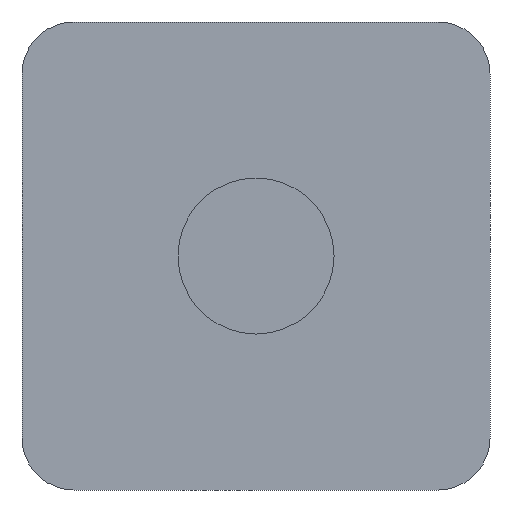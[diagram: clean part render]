
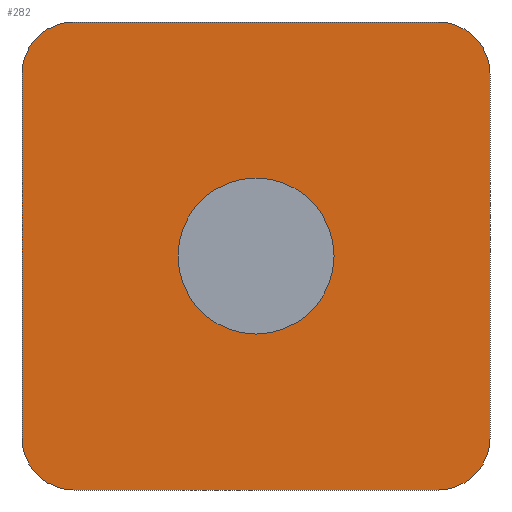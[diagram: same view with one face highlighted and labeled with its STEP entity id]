
A CAD part, front view. The second image highlights one B-rep face of the part: STEP entity #282.
In plain terms, the highlighted planar face has unit normal (0, -1, 0).
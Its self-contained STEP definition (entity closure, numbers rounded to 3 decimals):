
#18=FACE_BOUND('',#68,.T.);
#28=PLANE('',#339);
#46=FACE_OUTER_BOUND('',#67,.T.);
#67=EDGE_LOOP('',(#248,#249,#250,#251,#252,#253,#254,#255));
#68=EDGE_LOOP('',(#256));
#73=LINE('',#445,#93);
#79=LINE('',#471,#99);
#82=LINE('',#479,#102);
#88=LINE('',#507,#108);
#93=VECTOR('',#354,10.);
#99=VECTOR('',#380,10.);
#102=VECTOR('',#389,10.);
#108=VECTOR('',#427,10.);
#110=CIRCLE('',#308,5.);
#117=CIRCLE('',#318,5.);
#118=CIRCLE('',#321,5.);
#119=CIRCLE('',#324,5.);
#124=CIRCLE('',#336,7.5);
#127=VERTEX_POINT('',#435);
#128=VERTEX_POINT('',#437);
#130=VERTEX_POINT('',#443);
#139=VERTEX_POINT('',#465);
#140=VERTEX_POINT('',#469);
#141=VERTEX_POINT('',#473);
#142=VERTEX_POINT('',#477);
#143=VERTEX_POINT('',#481);
#148=VERTEX_POINT('',#502);
#151=EDGE_CURVE('',#127,#128,#110,.T.);
#155=EDGE_CURVE('',#130,#127,#73,.T.);
#166=EDGE_CURVE('',#139,#130,#117,.T.);
#168=EDGE_CURVE('',#140,#139,#79,.T.);
#170=EDGE_CURVE('',#141,#140,#118,.T.);
#172=EDGE_CURVE('',#142,#141,#82,.T.);
#174=EDGE_CURVE('',#143,#142,#119,.T.);
#183=EDGE_CURVE('',#148,#148,#124,.T.);
#184=EDGE_CURVE('',#128,#143,#88,.T.);
#248=ORIENTED_EDGE('',*,*,#151,.F.);
#249=ORIENTED_EDGE('',*,*,#155,.F.);
#250=ORIENTED_EDGE('',*,*,#166,.F.);
#251=ORIENTED_EDGE('',*,*,#168,.F.);
#252=ORIENTED_EDGE('',*,*,#170,.F.);
#253=ORIENTED_EDGE('',*,*,#172,.F.);
#254=ORIENTED_EDGE('',*,*,#174,.F.);
#255=ORIENTED_EDGE('',*,*,#184,.F.);
#256=ORIENTED_EDGE('',*,*,#183,.T.);
#282=ADVANCED_FACE('',(#46,#18),#28,.F.);
#308=AXIS2_PLACEMENT_3D('',#438,#347,#348);
#318=AXIS2_PLACEMENT_3D('',#467,#375,#376);
#321=AXIS2_PLACEMENT_3D('',#475,#384,#385);
#324=AXIS2_PLACEMENT_3D('',#483,#393,#394);
#336=AXIS2_PLACEMENT_3D('',#504,#421,#422);
#339=AXIS2_PLACEMENT_3D('',#508,#428,#429);
#347=DIRECTION('center_axis',(0.,1.,0.));
#348=DIRECTION('ref_axis',(-0.707,0.,0.707));
#354=DIRECTION('',(0.,0.,1.));
#375=DIRECTION('center_axis',(0.,1.,0.));
#376=DIRECTION('ref_axis',(-0.707,0.,-0.707));
#380=DIRECTION('',(-1.,0.,0.));
#384=DIRECTION('center_axis',(0.,1.,0.));
#385=DIRECTION('ref_axis',(0.707,0.,-0.707));
#389=DIRECTION('',(0.,0.,-1.));
#393=DIRECTION('center_axis',(0.,1.,0.));
#394=DIRECTION('ref_axis',(0.707,0.,0.707));
#421=DIRECTION('center_axis',(0.,1.,0.));
#422=DIRECTION('ref_axis',(1.,0.,0.));
#427=DIRECTION('',(1.,0.,0.));
#428=DIRECTION('center_axis',(0.,1.,0.));
#429=DIRECTION('ref_axis',(0.,0.,1.));
#435=CARTESIAN_POINT('',(-22.5,0.,17.5));
#437=CARTESIAN_POINT('',(-17.5,0.,22.5));
#438=CARTESIAN_POINT('Origin',(-17.5,0.,17.5));
#443=CARTESIAN_POINT('',(-22.5,0.,-17.5));
#445=CARTESIAN_POINT('',(-22.5,0.,-22.5));
#465=CARTESIAN_POINT('',(-17.5,0.,-22.5));
#467=CARTESIAN_POINT('Origin',(-17.5,0.,-17.5));
#469=CARTESIAN_POINT('',(17.5,0.,-22.5));
#471=CARTESIAN_POINT('',(22.5,0.,-22.5));
#473=CARTESIAN_POINT('',(22.5,0.,-17.5));
#475=CARTESIAN_POINT('Origin',(17.5,0.,-17.5));
#477=CARTESIAN_POINT('',(22.5,0.,17.5));
#479=CARTESIAN_POINT('',(22.5,0.,22.5));
#481=CARTESIAN_POINT('',(17.5,0.,22.5));
#483=CARTESIAN_POINT('Origin',(17.5,0.,17.5));
#502=CARTESIAN_POINT('',(-7.5,0.,0.));
#504=CARTESIAN_POINT('Origin',(0.,0.,0.));
#507=CARTESIAN_POINT('',(-22.5,0.,22.5));
#508=CARTESIAN_POINT('Origin',(0.,0.,0.));
